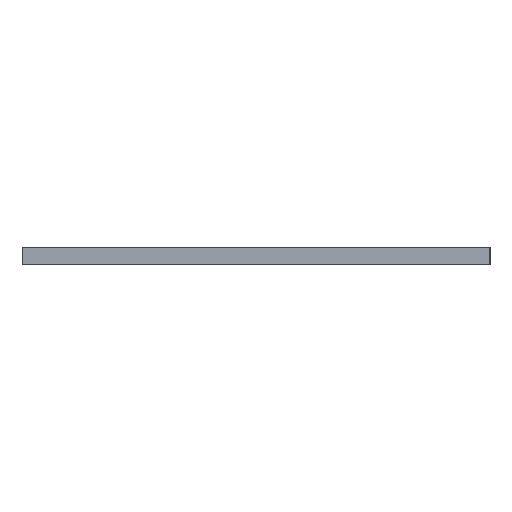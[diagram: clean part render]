
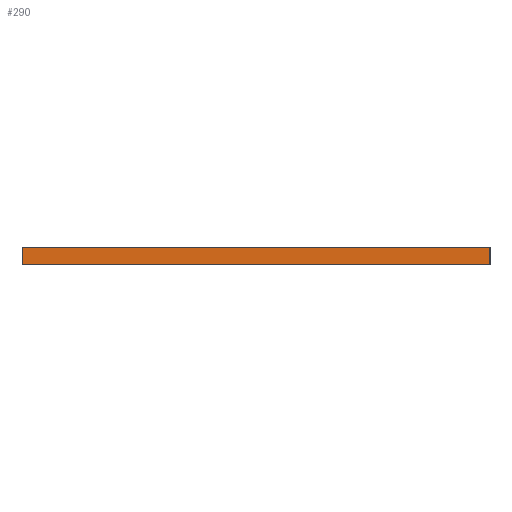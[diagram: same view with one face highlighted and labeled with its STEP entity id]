
A CAD part, left-side view. The second image highlights one B-rep face of the part: STEP entity #290.
In plain terms, the highlighted planar face has unit normal (-1, 0, 0).
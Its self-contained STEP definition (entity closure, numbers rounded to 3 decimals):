
#59 = CARTESIAN_POINT ( 'NONE',  ( 14.355, 36.5, 0. ) ) ;
#95 = EDGE_CURVE ( 'NONE', #1052, #515, #669, .T. ) ;
#115 = VERTEX_POINT ( 'NONE', #59 ) ;
#158 = PLANE ( 'NONE',  #573 ) ;
#191 = CARTESIAN_POINT ( 'NONE',  ( 14.355, -16., 2. ) ) ;
#197 = ORIENTED_EDGE ( 'NONE', *, *, #727, .F. ) ;
#253 = DIRECTION ( 'NONE',  ( 0., 0., -1. ) ) ;
#255 = LINE ( 'NONE', #724, #501 ) ;
#290 = ADVANCED_FACE ( 'NONE', ( #996 ), #158, .F. ) ;
#310 = EDGE_CURVE ( 'NONE', #115, #599, #255, .T. ) ;
#372 = CARTESIAN_POINT ( 'NONE',  ( 14.355, -16., 0. ) ) ;
#386 = CARTESIAN_POINT ( 'NONE',  ( 14.355, -16., 2. ) ) ;
#398 = DIRECTION ( 'NONE',  ( 0., 0., -1. ) ) ;
#404 = DIRECTION ( 'NONE',  ( 0., 0., -1. ) ) ;
#419 = ORIENTED_EDGE ( 'NONE', *, *, #750, .T. ) ;
#471 = LINE ( 'NONE', #994, #542 ) ;
#491 = DIRECTION ( 'NONE',  ( 0., -1., 0. ) ) ;
#501 = VECTOR ( 'NONE', #491, 1000. ) ;
#515 = VERTEX_POINT ( 'NONE', #922 ) ;
#542 = VECTOR ( 'NONE', #398, 1000. ) ;
#556 = CARTESIAN_POINT ( 'NONE',  ( 14.355, -16., 2. ) ) ;
#573 = AXIS2_PLACEMENT_3D ( 'NONE', #556, #985, #404 ) ;
#599 = VERTEX_POINT ( 'NONE', #372 ) ;
#624 = DIRECTION ( 'NONE',  ( 0., -1., 0. ) ) ;
#669 = LINE ( 'NONE', #191, #889 ) ;
#724 = CARTESIAN_POINT ( 'NONE',  ( 14.355, -16., 0. ) ) ;
#727 = EDGE_CURVE ( 'NONE', #515, #599, #818, .T. ) ;
#750 = EDGE_CURVE ( 'NONE', #1052, #115, #471, .T. ) ;
#818 = LINE ( 'NONE', #386, #950 ) ;
#873 = ORIENTED_EDGE ( 'NONE', *, *, #95, .F. ) ;
#889 = VECTOR ( 'NONE', #624, 1000. ) ;
#922 = CARTESIAN_POINT ( 'NONE',  ( 14.355, -16., 2. ) ) ;
#950 = VECTOR ( 'NONE', #253, 1000. ) ;
#985 = DIRECTION ( 'NONE',  ( 1., 0., 0. ) ) ;
#994 = CARTESIAN_POINT ( 'NONE',  ( 14.355, 36.5, 2. ) ) ;
#996 = FACE_OUTER_BOUND ( 'NONE', #1064, .T. ) ;
#1026 = CARTESIAN_POINT ( 'NONE',  ( 14.355, 36.5, 2. ) ) ;
#1052 = VERTEX_POINT ( 'NONE', #1026 ) ;
#1059 = ORIENTED_EDGE ( 'NONE', *, *, #310, .T. ) ;
#1064 = EDGE_LOOP ( 'NONE', ( #1059, #197, #873, #419 ) ) ;
